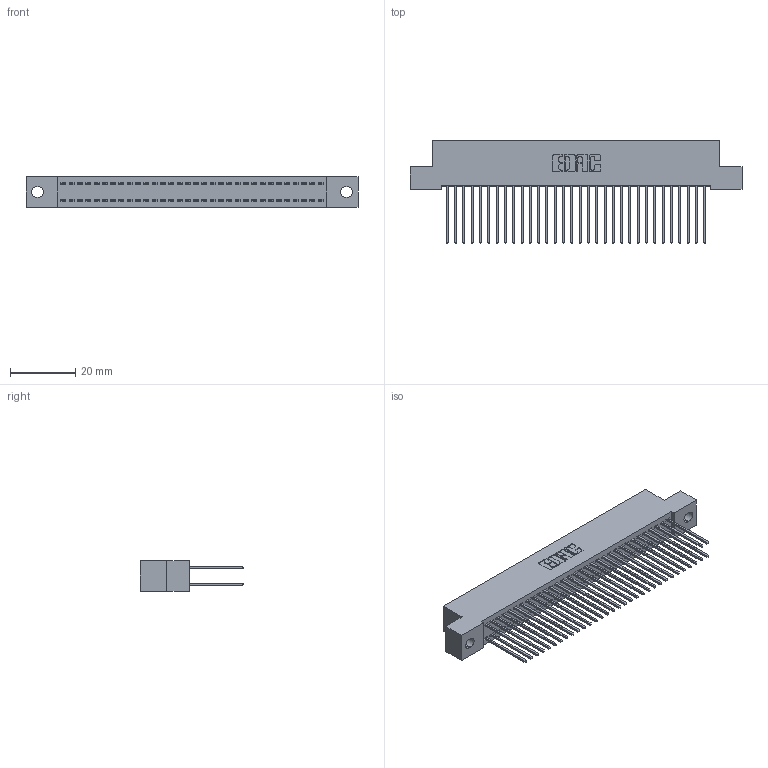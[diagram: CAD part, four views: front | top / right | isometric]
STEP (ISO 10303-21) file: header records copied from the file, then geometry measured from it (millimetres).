
FILE_DESCRIPTION (( 'STEP AP203' ), '1' );
FILE_NAME ('342-064-542-202.STEP', '2019-10-03T14:26:30', ( '' ), ( '' ), 'SwSTEP 2.0', 'SolidWorks 2016', '' );
FILE_SCHEMA (( 'CONFIG_CONTROL_DESIGN' ));
Length unit declared in the file: inch
Products named in the file (3): 345-292-001_345-293-142; 342-064-542-202; 342 Part_.128 Slot
Assembly tree (65 placements, depth 2):
  342-064-542-202
    342 Part_.128 Slot
    345-292-001_345-293-142  x64
Bounding box: 101.6 x 31.63 x 9.4 mm (x, y, z)
Volume: 9327.6 mm3; surface area: 16035 mm2
Topology: 65 solids, 65 shells, 3442 faces, 10231 edges, 6734 vertices
Faces by surface type: plane 2374, cylinder 1068
Entity records: 21901 total; most frequent: CARTESIAN_POINT 3642, ORIENTED_EDGE 3578, DIRECTION 3129, EDGE_CURVE 1789, VECTOR 1661, LINE 1661, VERTEX_POINT 1190, AXIS2_PLACEMENT_3D 734
